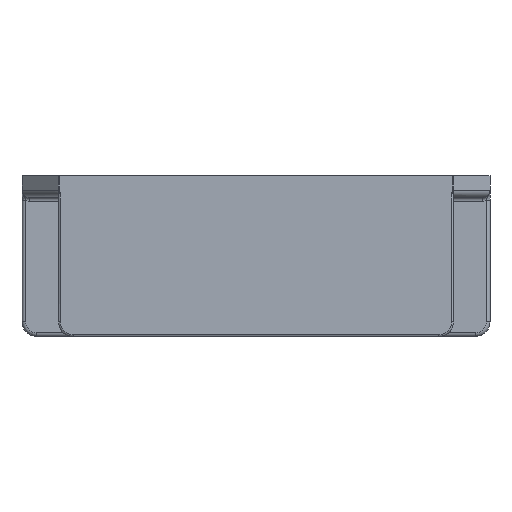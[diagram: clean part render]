
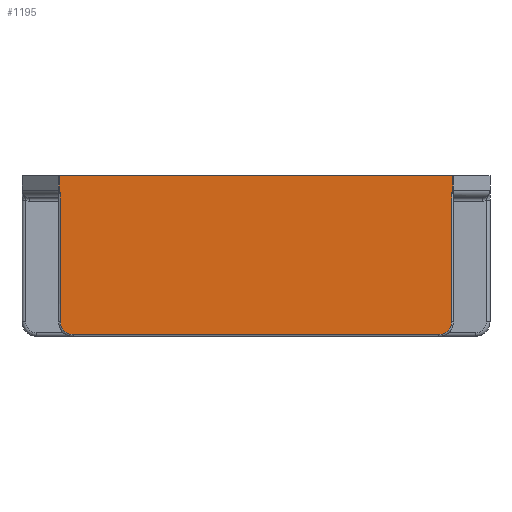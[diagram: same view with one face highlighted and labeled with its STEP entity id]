
A CAD part, front view. The second image highlights one B-rep face of the part: STEP entity #1195.
In plain terms, the highlighted planar face has unit normal (0, -1, 0).
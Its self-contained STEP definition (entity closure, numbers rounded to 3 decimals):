
#1195 = ADVANCED_FACE( '', ( #2489 ), #2490, .T. );
#2489 = FACE_OUTER_BOUND( '', #4508, .T. );
#2490 = PLANE( '', #4509 );
#4508 = EDGE_LOOP( '', ( #8079, #8080, #8081, #8082, #8083, #8084, #8085, #8086, #8087, #8088 ) );
#4509 = AXIS2_PLACEMENT_3D( '', #8089, #8090, #8091 );
#8079 = ORIENTED_EDGE( '', *, *, #9643, .T. );
#8080 = ORIENTED_EDGE( '', *, *, #10292, .T. );
#8081 = ORIENTED_EDGE( '', *, *, #9872, .F. );
#8082 = ORIENTED_EDGE( '', *, *, #10293, .T. );
#8083 = ORIENTED_EDGE( '', *, *, #9625, .T. );
#8084 = ORIENTED_EDGE( '', *, *, #9036, .T. );
#8085 = ORIENTED_EDGE( '', *, *, #10294, .T. );
#8086 = ORIENTED_EDGE( '', *, *, #9970, .T. );
#8087 = ORIENTED_EDGE( '', *, *, #9482, .T. );
#8088 = ORIENTED_EDGE( '', *, *, #9089, .T. );
#8089 = CARTESIAN_POINT( '', ( -32., -28.5, -3. ) );
#8090 = DIRECTION( '', ( 0., -1., 0. ) );
#8091 = DIRECTION( '', ( 0., 0., -1. ) );
#9036 = EDGE_CURVE( '', #10645, #10643, #10646, .T. );
#9089 = EDGE_CURVE( '', #10736, #10734, #10737, .T. );
#9482 = EDGE_CURVE( '', #11372, #10736, #11373, .T. );
#9625 = EDGE_CURVE( '', #11589, #10645, #11590, .T. );
#9643 = EDGE_CURVE( '', #10734, #11613, #11615, .T. );
#9872 = EDGE_CURVE( '', #11925, #11927, #11928, .T. );
#9970 = EDGE_CURVE( '', #12054, #11372, #12055, .T. );
#10292 = EDGE_CURVE( '', #11613, #11927, #12415, .F. );
#10293 = EDGE_CURVE( '', #11925, #11589, #12416, .F. );
#10294 = EDGE_CURVE( '', #10643, #12054, #12417, .T. );
#10643 = VERTEX_POINT( '', #12856 );
#10645 = VERTEX_POINT( '', #12858 );
#10646 = LINE( '', #12859, #12860 );
#10734 = VERTEX_POINT( '', #12994 );
#10736 = VERTEX_POINT( '', #13017 );
#10737 = LINE( '', #13018, #13019 );
#11372 = VERTEX_POINT( '', #14368 );
#11373 = CIRCLE( '', #14369, 1.75 );
#11589 = VERTEX_POINT( '', #14662 );
#11590 = ELLIPSE( '', #14663, 1.061, 0.75 );
#11613 = VERTEX_POINT( '', #14691 );
#11615 = ELLIPSE( '', #14693, 1.061, 0.75 );
#11925 = VERTEX_POINT( '', #15371 );
#11927 = VERTEX_POINT( '', #15373 );
#11928 = LINE( '', #15374, #15375 );
#12054 = VERTEX_POINT( '', #15558 );
#12055 = LINE( '', #15559, #15560 );
#12415 = LINE( '', #16310, #16311 );
#12416 = LINE( '', #16312, #16313 );
#12417 = CIRCLE( '', #16314, 1.75 );
#12856 = CARTESIAN_POINT( '', ( -26.75, -28.5, -20. ) );
#12858 = CARTESIAN_POINT( '', ( -26.75, -28.5, -2.38 ) );
#12859 = CARTESIAN_POINT( '', ( -26.75, -28.5, -3. ) );
#12860 = VECTOR( '', #16746, 1000. );
#12994 = CARTESIAN_POINT( '', ( 26.75, -28.5, -2.38 ) );
#13017 = CARTESIAN_POINT( '', ( 26.75, -28.5, -20. ) );
#13018 = CARTESIAN_POINT( '', ( 26.75, -28.5, -3. ) );
#13019 = VECTOR( '', #16821, 1000. );
#14368 = CARTESIAN_POINT( '', ( 25., -28.5, -21.75 ) );
#14369 = AXIS2_PLACEMENT_3D( '', #17440, #17441, #17442 );
#14662 = CARTESIAN_POINT( '', ( -26.896, -28.5, -2. ) );
#14663 = AXIS2_PLACEMENT_3D( '', #17678, #17679, #17680 );
#14691 = CARTESIAN_POINT( '', ( 26.896, -28.5, -2. ) );
#14693 = AXIS2_PLACEMENT_3D( '', #17710, #17711, #17712 );
#15371 = CARTESIAN_POINT( '', ( -26.896, -28.5, 0. ) );
#15373 = CARTESIAN_POINT( '', ( 26.896, -28.5, 0. ) );
#15374 = CARTESIAN_POINT( '', ( -32., -28.5, 0. ) );
#15375 = VECTOR( '', #18038, 1000. );
#15558 = CARTESIAN_POINT( '', ( -25., -28.5, -21.75 ) );
#15559 = CARTESIAN_POINT( '', ( -32., -28.5, -21.75 ) );
#15560 = VECTOR( '', #18177, 1000. );
#16310 = CARTESIAN_POINT( '', ( 26.896, -28.5, -3. ) );
#16311 = VECTOR( '', #18600, 1000. );
#16312 = CARTESIAN_POINT( '', ( -26.896, -28.5, -3. ) );
#16313 = VECTOR( '', #18601, 1000. );
#16314 = AXIS2_PLACEMENT_3D( '', #18602, #18603, #18604 );
#16746 = DIRECTION( '', ( 0., 0., -1. ) );
#16821 = DIRECTION( '', ( 0., 0., 1. ) );
#17440 = CARTESIAN_POINT( '', ( 25., -28.5, -20. ) );
#17441 = DIRECTION( '', ( 0., -1., 0. ) );
#17442 = DIRECTION( '', ( 0., 0., -1. ) );
#17678 = CARTESIAN_POINT( '', ( -25.836, -28.5, -2. ) );
#17679 = DIRECTION( '', ( 0., -1., 0. ) );
#17680 = DIRECTION( '', ( -1., 0., 0. ) );
#17710 = CARTESIAN_POINT( '', ( 25.836, -28.5, -2. ) );
#17711 = DIRECTION( '', ( 0., -1., 0. ) );
#17712 = DIRECTION( '', ( -1., 0., 0. ) );
#18038 = DIRECTION( '', ( 1., 0., 0. ) );
#18177 = DIRECTION( '', ( 1., 0., 0. ) );
#18600 = DIRECTION( '', ( 0., 0., -1. ) );
#18601 = DIRECTION( '', ( 0., 0., 1. ) );
#18602 = CARTESIAN_POINT( '', ( -25., -28.5, -20. ) );
#18603 = DIRECTION( '', ( 0., -1., 0. ) );
#18604 = DIRECTION( '', ( 0., 0., -1. ) );
